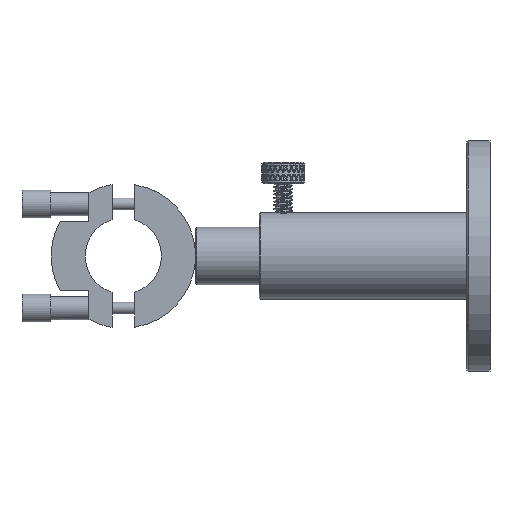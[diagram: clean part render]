
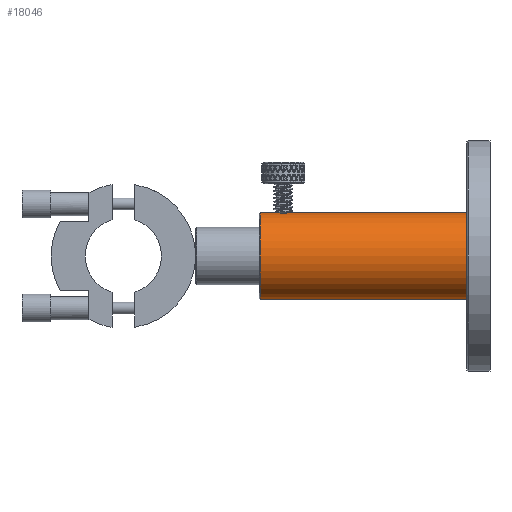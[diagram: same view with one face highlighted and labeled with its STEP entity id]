
A CAD part, front view. The second image highlights one B-rep face of the part: STEP entity #18046.
In plain terms, the highlighted cylindrical face has radius 9.525 mm (diameter 19.05 mm), a partial arc.
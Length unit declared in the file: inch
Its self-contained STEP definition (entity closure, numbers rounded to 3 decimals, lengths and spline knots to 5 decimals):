
#956 = DIRECTION ( 'NONE',  ( 1., 0., 0. ) ) ;
#2584 = CARTESIAN_POINT ( 'NONE',  ( 0.19206, -0.06619, 0.36913 ) ) ;
#2683 = ORIENTED_EDGE ( 'NONE', *, *, #32233, .F. ) ;
#3195 = EDGE_CURVE ( 'NONE', #43077, #43096, #9212, .T. ) ;
#4009 = LINE ( 'NONE', #41674, #32148 ) ;
#4237 = ORIENTED_EDGE ( 'NONE', *, *, #3195, .F. ) ;
#4643 = VERTEX_POINT ( 'NONE', #25304 ) ;
#5374 = DIRECTION ( 'NONE',  ( 0., 0., 1. ) ) ;
#5950 = EDGE_CURVE ( 'NONE', #4643, #20063, #36534, .T. ) ;
#5966 = CARTESIAN_POINT ( 'NONE',  ( 0.16815, -0.05432, 0.3711 ) ) ;
#6124 = CARTESIAN_POINT ( 'NONE',  ( 0.01, 0., 0.375 ) ) ;
#6180 = CARTESIAN_POINT ( 'NONE',  ( 0.14889, -0.03016, 0.37381 ) ) ;
#6973 = AXIS2_PLACEMENT_3D ( 'NONE', #35426, #8766, #5374 ) ;
#7348 = DIRECTION ( 'NONE',  ( 1., 0., 0. ) ) ;
#8317 = ORIENTED_EDGE ( 'NONE', *, *, #13418, .F. ) ;
#8432 = CIRCLE ( 'NONE', #6973, 0.375 ) ;
#8766 = DIRECTION ( 'NONE',  ( 1., 0., 0. ) ) ;
#9212 = B_SPLINE_CURVE_WITH_KNOTS ( 'NONE', 3,
 ( #25793, #39901, #22435, #9627, #26675, #36986, #33394, #23311, #12362, #16380, #29810, #15717, #16598, #19955 ),
 .UNSPECIFIED., .F., .F.,
 ( 4, 2, 2, 2, 2, 2, 4 ),
 ( 0., 0.00034, 0.00068, 0.00101, 0.00135, 0.00203, 0.00271 ),
 .UNSPECIFIED. ) ;
#9229 = CYLINDRICAL_SURFACE ( 'NONE', #15789, 0.375 ) ;
#9627 = CARTESIAN_POINT ( 'NONE',  ( 0.22764, -0.06582, 0.36918 ) ) ;
#10493 = ORIENTED_EDGE ( 'NONE', *, *, #26730, .F. ) ;
#10786 = VERTEX_POINT ( 'NONE', #6124 ) ;
#11974 = CARTESIAN_POINT ( 'NONE',  ( 1.8, 0., 0. ) ) ;
#12335 = DIRECTION ( 'NONE',  ( 1., 0., 0. ) ) ;
#12362 = CARTESIAN_POINT ( 'NONE',  ( 0.25497, -0.0512, 0.3715 ) ) ;
#12395 = DIRECTION ( 'NONE',  ( 1., 0., 0. ) ) ;
#13418 = EDGE_CURVE ( 'NONE', #43096, #38754, #34475, .T. ) ;
#13620 = EDGE_CURVE ( 'NONE', #16209, #43077, #28939, .T. ) ;
#14293 = CARTESIAN_POINT ( 'NONE',  ( 0.142, 0., 0.375 ) ) ;
#15717 = CARTESIAN_POINT ( 'NONE',  ( 0.27621, -0.01786, 0.37466 ) ) ;
#15789 = AXIS2_PLACEMENT_3D ( 'NONE', #33431, #12395, #43933 ) ;
#16164 = CIRCLE ( 'NONE', #38341, 0.375 ) ;
#16209 = VERTEX_POINT ( 'NONE', #14293 ) ;
#16380 = CARTESIAN_POINT ( 'NONE',  ( 0.26436, -0.0418, 0.37272 ) ) ;
#16529 = CARTESIAN_POINT ( 'NONE',  ( 0.15877, -0.04494, 0.37231 ) ) ;
#16598 = CARTESIAN_POINT ( 'NONE',  ( 0.278, -0.00889, 0.375 ) ) ;
#16880 = ORIENTED_EDGE ( 'NONE', *, *, #13620, .F. ) ;
#18046 = ADVANCED_FACE ( 'NONE', ( #37025 ), #9229, .T. ) ;
#19142 = CARTESIAN_POINT ( 'NONE',  ( 1.8, 0., -0.375 ) ) ;
#19656 = CARTESIAN_POINT ( 'NONE',  ( 0.201, -0.068, 0.36878 ) ) ;
#19879 = CARTESIAN_POINT ( 'NONE',  ( 0.15098, -0.03406, 0.37347 ) ) ;
#19955 = CARTESIAN_POINT ( 'NONE',  ( 0.278, 0., 0.375 ) ) ;
#20063 = VERTEX_POINT ( 'NONE', #19142 ) ;
#22435 = CARTESIAN_POINT ( 'NONE',  ( 0.21893, -0.06756, 0.36887 ) ) ;
#23311 = CARTESIAN_POINT ( 'NONE',  ( 0.25148, -0.05406, 0.37109 ) ) ;
#23899 = CARTESIAN_POINT ( 'NONE',  ( 0.14244, -0.00891, 0.37492 ) ) ;
#25304 = CARTESIAN_POINT ( 'NONE',  ( 0.01, 0., -0.375 ) ) ;
#25411 = ORIENTED_EDGE ( 'NONE', *, *, #38570, .T. ) ;
#25711 = VECTOR ( 'NONE', #7348, 39.37008 ) ;
#25770 = DIRECTION ( 'NONE',  ( 1., 0., 0. ) ) ;
#25793 = CARTESIAN_POINT ( 'NONE',  ( 0.21, -0.068, 0.36878 ) ) ;
#26604 = CARTESIAN_POINT ( 'NONE',  ( 0.142, 0., 0.375 ) ) ;
#26675 = CARTESIAN_POINT ( 'NONE',  ( 0.23196, -0.06451, 0.36941 ) ) ;
#26730 = EDGE_CURVE ( 'NONE', #38754, #20063, #16164, .T. ) ;
#27037 = CARTESIAN_POINT ( 'NONE',  ( 0.21, -0.068, 0.36878 ) ) ;
#27253 = CARTESIAN_POINT ( 'NONE',  ( 0.15592, -0.04146, 0.37272 ) ) ;
#28939 = B_SPLINE_CURVE_WITH_KNOTS ( 'NONE', 3,
 ( #26604, #36702, #23899, #37570, #43611, #6180, #19879, #27253, #16529, #5966, #30182, #2584, #19656, #27037 ),
 .UNSPECIFIED., .F., .F.,
 ( 4, 2, 2, 2, 2, 2, 4 ),
 ( 0.00812, 0.00846, 0.00879, 0.00913, 0.00947, 0.01015, 0.01082 ),
 .UNSPECIFIED. ) ;
#29810 = CARTESIAN_POINT ( 'NONE',  ( 0.26942, -0.03422, 0.37353 ) ) ;
#29832 = CARTESIAN_POINT ( 'NONE',  ( 0.278, 0., 0.375 ) ) ;
#30014 = EDGE_LOOP ( 'NONE', ( #2683, #25411, #33660, #10493, #8317, #4237, #16880 ) ) ;
#30182 = CARTESIAN_POINT ( 'NONE',  ( 0.17571, -0.05939, 0.37028 ) ) ;
#31327 = CARTESIAN_POINT ( 'NONE',  ( 0., 0., 0.375 ) ) ;
#31889 = VECTOR ( 'NONE', #25770, 39.37008 ) ;
#32148 = VECTOR ( 'NONE', #12335, 39.37008 ) ;
#32233 = EDGE_CURVE ( 'NONE', #10786, #16209, #4009, .T. ) ;
#33394 = CARTESIAN_POINT ( 'NONE',  ( 0.2441, -0.059, 0.37034 ) ) ;
#33431 = CARTESIAN_POINT ( 'NONE',  ( 0., 0., 0. ) ) ;
#33660 = ORIENTED_EDGE ( 'NONE', *, *, #5950, .T. ) ;
#34475 = LINE ( 'NONE', #31327, #25711 ) ;
#35426 = CARTESIAN_POINT ( 'NONE',  ( 0.01, 0., 0. ) ) ;
#36534 = LINE ( 'NONE', #43014, #31889 ) ;
#36702 = CARTESIAN_POINT ( 'NONE',  ( 0.142, -0.00449, 0.375 ) ) ;
#36986 = CARTESIAN_POINT ( 'NONE',  ( 0.24019, -0.06109, 0.36999 ) ) ;
#37025 = FACE_OUTER_BOUND ( 'NONE', #30014, .T. ) ;
#37570 = CARTESIAN_POINT ( 'NONE',  ( 0.14417, -0.01761, 0.37461 ) ) ;
#38341 = AXIS2_PLACEMENT_3D ( 'NONE', #11974, #956, #42217 ) ;
#38570 = EDGE_CURVE ( 'NONE', #10786, #4643, #8432, .T. ) ;
#38754 = VERTEX_POINT ( 'NONE', #41856 ) ;
#39901 = CARTESIAN_POINT ( 'NONE',  ( 0.2145, -0.068, 0.36878 ) ) ;
#41674 = CARTESIAN_POINT ( 'NONE',  ( 0., 0., 0.375 ) ) ;
#41856 = CARTESIAN_POINT ( 'NONE',  ( 1.8, 0., 0.375 ) ) ;
#42217 = DIRECTION ( 'NONE',  ( 0., 0., -1. ) ) ;
#42822 = CARTESIAN_POINT ( 'NONE',  ( 0.21, -0.068, 0.36878 ) ) ;
#43014 = CARTESIAN_POINT ( 'NONE',  ( 0., 0., -0.375 ) ) ;
#43077 = VERTEX_POINT ( 'NONE', #42822 ) ;
#43096 = VERTEX_POINT ( 'NONE', #29832 ) ;
#43611 = CARTESIAN_POINT ( 'NONE',  ( 0.14549, -0.02195, 0.37438 ) ) ;
#43933 = DIRECTION ( 'NONE',  ( 0., 0., -1. ) ) ;
